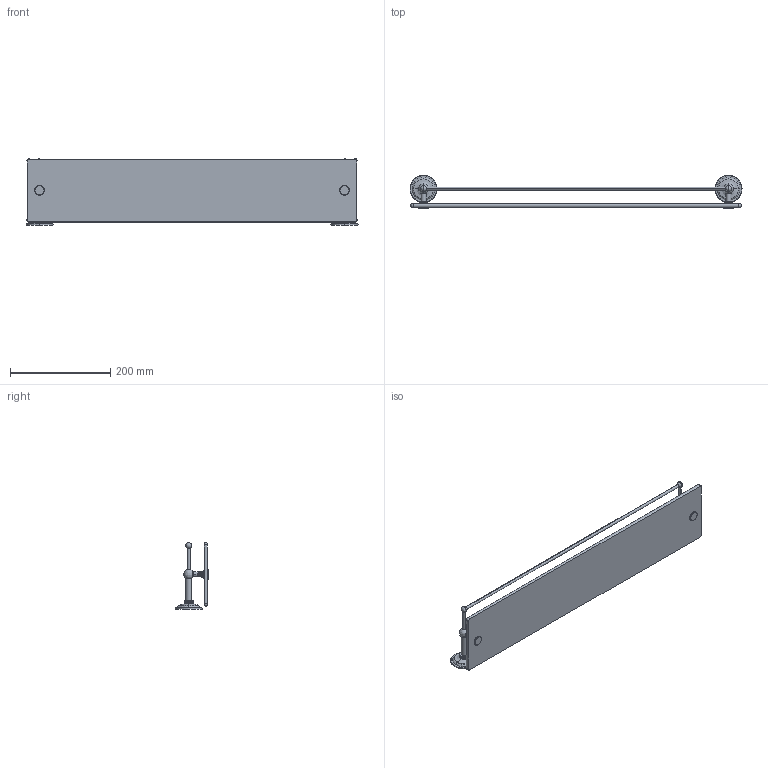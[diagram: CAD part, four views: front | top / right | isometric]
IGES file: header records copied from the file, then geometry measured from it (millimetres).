
Start section:  PTC IGES file: 2635t-24.igs
Global section: file name: 2635t-24.igs; native system: Creo Parametric by PTC Inc.; preprocessor: 2018400; author: jinson.thomas; organization: Unknown; date: 20211217.155340; units: inch
Bounding box: 663.6 x 66.81 x 133.5 mm (x, y, z)
Volume: 608744.4 mm3; surface area: 209936.2 mm2
Topology: 1 solids, 1 shells, 1144 faces, 2650 edges, 1520 vertices
Faces by surface type: bspline 662, revolution 482
